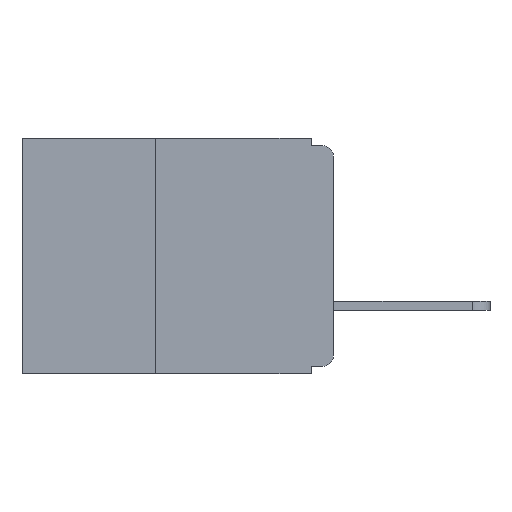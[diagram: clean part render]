
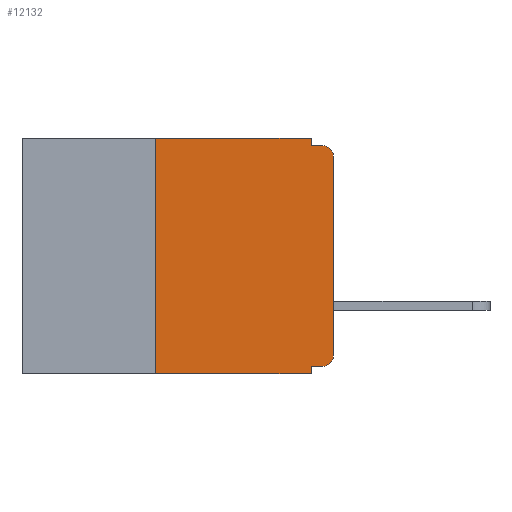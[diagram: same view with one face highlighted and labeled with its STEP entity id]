
A CAD part, left-side view. The second image highlights one B-rep face of the part: STEP entity #12132.
In plain terms, the highlighted planar face has unit normal (-1, 0, 0).
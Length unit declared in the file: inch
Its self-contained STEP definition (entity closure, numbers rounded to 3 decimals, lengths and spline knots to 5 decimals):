
#94 = CARTESIAN_POINT ( 'NONE',  ( 0., 0., 0. ) ) ;
#679 = VERTEX_POINT ( 'NONE', #2129 ) ;
#854 = CARTESIAN_POINT ( 'NONE',  ( 0., 0.031, -0.32 ) ) ;
#1530 = CIRCLE ( 'NONE', #16871, 0.015 ) ;
#1924 = EDGE_LOOP ( 'NONE', ( #12087, #9806, #12166, #12708, #12801, #12909, #13187, #13771, #13938, #14223 ) ) ;
#2129 = CARTESIAN_POINT ( 'NONE',  ( 0., 0.031, -0.33 ) ) ;
#2264 = VERTEX_POINT ( 'NONE', #854 ) ;
#2314 = DIRECTION ( 'NONE',  ( 0., 1., 0. ) ) ;
#2328 = DIRECTION ( 'NONE',  ( 0., 0., 1. ) ) ;
#2395 = VERTEX_POINT ( 'NONE', #3326 ) ;
#2401 = DIRECTION ( 'NONE',  ( 0., 0., -1. ) ) ;
#2742 = VECTOR ( 'NONE', #16463, 39.37008 ) ;
#2919 = EDGE_CURVE ( 'NONE', #8068, #11440, #16292, .T. ) ;
#2927 = LINE ( 'NONE', #16575, #2742 ) ;
#3326 = CARTESIAN_POINT ( 'NONE',  ( 0., 0.25, -0.33 ) ) ;
#3527 = VERTEX_POINT ( 'NONE', #20271 ) ;
#3765 = CARTESIAN_POINT ( 'NONE',  ( 0., 0.437, 0. ) ) ;
#3787 = DIRECTION ( 'NONE',  ( 0., -1., 0. ) ) ;
#4066 = VECTOR ( 'NONE', #6068, 39.37008 ) ;
#4076 = DIRECTION ( 'NONE',  ( 0., -1., 0. ) ) ;
#4090 = LINE ( 'NONE', #5687, #4066 ) ;
#4260 = VERTEX_POINT ( 'NONE', #4546 ) ;
#4274 = CARTESIAN_POINT ( 'NONE',  ( 0., 0., -0.32 ) ) ;
#4296 = CARTESIAN_POINT ( 'NONE',  ( 0., 0., -0.01 ) ) ;
#4546 = CARTESIAN_POINT ( 'NONE',  ( 0., 0.015, -0.01 ) ) ;
#4722 = FACE_OUTER_BOUND ( 'NONE', #1924, .T. ) ;
#5244 = VERTEX_POINT ( 'NONE', #9392 ) ;
#5337 = DIRECTION ( 'NONE',  ( 0., 0., -1. ) ) ;
#5687 = CARTESIAN_POINT ( 'NONE',  ( 0., 0.25, -0.33 ) ) ;
#5850 = EDGE_CURVE ( 'NONE', #11440, #4260, #10758, .T. ) ;
#6068 = DIRECTION ( 'NONE',  ( 0., 0., 1. ) ) ;
#6661 = CARTESIAN_POINT ( 'NONE',  ( 0., 0.031, 0. ) ) ;
#6700 = LINE ( 'NONE', #4274, #6790 ) ;
#6790 = VECTOR ( 'NONE', #2314, 39.37008 ) ;
#6878 = DIRECTION ( 'NONE',  ( -1., 0., 0. ) ) ;
#7254 = CARTESIAN_POINT ( 'NONE',  ( 0., 0.015, -0.305 ) ) ;
#7849 = CIRCLE ( 'NONE', #15178, 0.015 ) ;
#8068 = VERTEX_POINT ( 'NONE', #8816 ) ;
#8816 = CARTESIAN_POINT ( 'NONE',  ( 0., 0.031, 0. ) ) ;
#9392 = CARTESIAN_POINT ( 'NONE',  ( 0., 0., -0.305 ) ) ;
#9806 = ORIENTED_EDGE ( 'NONE', *, *, #14420, .T. ) ;
#9867 = VECTOR ( 'NONE', #3787, 39.37008 ) ;
#9884 = LINE ( 'NONE', #3765, #9867 ) ;
#10018 = EDGE_CURVE ( 'NONE', #5244, #15143, #10159, .T. ) ;
#10159 = LINE ( 'NONE', #94, #10193 ) ;
#10168 = DIRECTION ( 'NONE',  ( 0., 0., -1. ) ) ;
#10193 = VECTOR ( 'NONE', #2328, 39.37008 ) ;
#10210 = DIRECTION ( 'NONE',  ( -1., 0., 0. ) ) ;
#10216 = CARTESIAN_POINT ( 'NONE',  ( 0., 0.015, -0.025 ) ) ;
#10529 = CARTESIAN_POINT ( 'NONE',  ( 0., 0.015, -0.32 ) ) ;
#10541 = EDGE_CURVE ( 'NONE', #11990, #5244, #7849, .T. ) ;
#10758 = LINE ( 'NONE', #4296, #12408 ) ;
#11176 = EDGE_CURVE ( 'NONE', #2395, #3527, #4090, .T. ) ;
#11391 = EDGE_CURVE ( 'NONE', #2395, #679, #2927, .T. ) ;
#11440 = VERTEX_POINT ( 'NONE', #14822 ) ;
#11990 = VERTEX_POINT ( 'NONE', #10529 ) ;
#12087 = ORIENTED_EDGE ( 'NONE', *, *, #10018, .T. ) ;
#12132 = ADVANCED_FACE ( 'NONE', ( #4722 ), #17413, .F. ) ;
#12166 = ORIENTED_EDGE ( 'NONE', *, *, #5850, .F. ) ;
#12408 = VECTOR ( 'NONE', #4076, 39.37008 ) ;
#12708 = ORIENTED_EDGE ( 'NONE', *, *, #2919, .F. ) ;
#12801 = ORIENTED_EDGE ( 'NONE', *, *, #19473, .F. ) ;
#12909 = ORIENTED_EDGE ( 'NONE', *, *, #11176, .F. ) ;
#13187 = ORIENTED_EDGE ( 'NONE', *, *, #11391, .T. ) ;
#13771 = ORIENTED_EDGE ( 'NONE', *, *, #13899, .F. ) ;
#13899 = EDGE_CURVE ( 'NONE', #2264, #679, #16529, .T. ) ;
#13938 = ORIENTED_EDGE ( 'NONE', *, *, #19843, .F. ) ;
#14223 = ORIENTED_EDGE ( 'NONE', *, *, #10541, .T. ) ;
#14420 = EDGE_CURVE ( 'NONE', #15143, #4260, #1530, .T. ) ;
#14822 = CARTESIAN_POINT ( 'NONE',  ( 0., 0.031, -0.01 ) ) ;
#15143 = VERTEX_POINT ( 'NONE', #20046 ) ;
#15178 = AXIS2_PLACEMENT_3D ( 'NONE', #7254, #6878, #5337 ) ;
#16116 = VECTOR ( 'NONE', #2401, 39.37008 ) ;
#16292 = LINE ( 'NONE', #6661, #16116 ) ;
#16344 = DIRECTION ( 'NONE',  ( 0., 0., -1. ) ) ;
#16463 = DIRECTION ( 'NONE',  ( 0., -1., 0. ) ) ;
#16517 = DIRECTION ( 'NONE',  ( 1., 0., 0. ) ) ;
#16529 = LINE ( 'NONE', #19655, #16996 ) ;
#16545 = CARTESIAN_POINT ( 'NONE',  ( 0., 0.437, 0. ) ) ;
#16575 = CARTESIAN_POINT ( 'NONE',  ( 0., 0.437, -0.33 ) ) ;
#16871 = AXIS2_PLACEMENT_3D ( 'NONE', #10216, #10210, #10168 ) ;
#16996 = VECTOR ( 'NONE', #19667, 39.37008 ) ;
#17413 = PLANE ( 'NONE',  #18695 ) ;
#18695 = AXIS2_PLACEMENT_3D ( 'NONE', #16545, #16517, #16344 ) ;
#19473 = EDGE_CURVE ( 'NONE', #3527, #8068, #9884, .T. ) ;
#19655 = CARTESIAN_POINT ( 'NONE',  ( 0., 0.031, -0.33 ) ) ;
#19667 = DIRECTION ( 'NONE',  ( 0., 0., -1. ) ) ;
#19843 = EDGE_CURVE ( 'NONE', #11990, #2264, #6700, .T. ) ;
#20046 = CARTESIAN_POINT ( 'NONE',  ( 0., 0., -0.025 ) ) ;
#20271 = CARTESIAN_POINT ( 'NONE',  ( 0., 0.25, 0. ) ) ;
